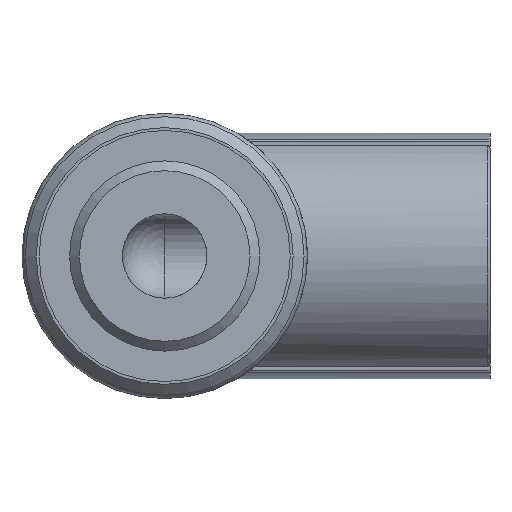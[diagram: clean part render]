
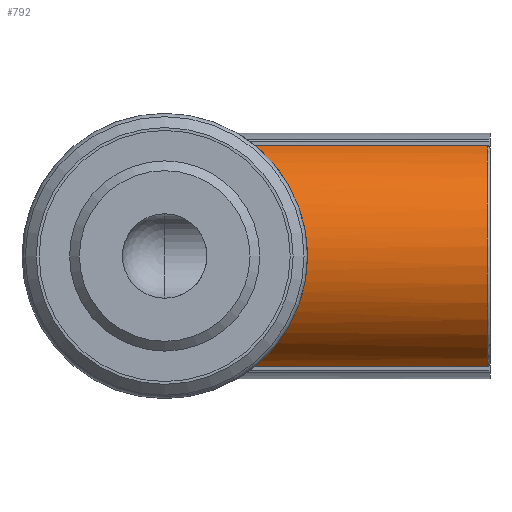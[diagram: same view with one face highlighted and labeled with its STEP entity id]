
A CAD part, front view. The second image highlights one B-rep face of the part: STEP entity #792.
In plain terms, the highlighted cylindrical face has radius 10.25 mm (diameter 20.5 mm), a partial arc.
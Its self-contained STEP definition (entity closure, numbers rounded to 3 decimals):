
#34=CYLINDRICAL_SURFACE('',#885,10.25);
#60=B_SPLINE_CURVE_WITH_KNOTS('',3,(#1355,#1356,#1357,#1358,#1359,#1360,
#1361,#1362,#1363,#1364,#1365),.UNSPECIFIED.,.F.,.F.,(4,1,1,1,1,1,1,1,4),
(0.038,0.041,0.044,0.048,
0.051,0.055,0.058,0.061,
0.065),.UNSPECIFIED.);
#87=LINE('',#1391,#119);
#88=LINE('',#1393,#120);
#119=VECTOR('',#1046,1000.);
#120=VECTOR('',#1047,1000.);
#199=ORIENTED_EDGE('',*,*,#403,.F.);
#200=ORIENTED_EDGE('',*,*,#396,.T.);
#201=ORIENTED_EDGE('',*,*,#404,.F.);
#202=ORIENTED_EDGE('',*,*,#405,.F.);
#396=EDGE_CURVE('',#495,#494,#60,.T.);
#403=EDGE_CURVE('',#495,#501,#87,.T.);
#404=EDGE_CURVE('',#502,#494,#88,.F.);
#405=EDGE_CURVE('',#501,#502,#559,.T.);
#494=VERTEX_POINT('',#1354);
#495=VERTEX_POINT('',#1366);
#501=VERTEX_POINT('',#1392);
#502=VERTEX_POINT('',#1394);
#559=CIRCLE('',#886,10.25);
#606=EDGE_LOOP('',(#199,#200,#201,#202));
#691=FACE_BOUND('',#606,.T.);
#792=ADVANCED_FACE('',(#691),#34,.T.);
#885=AXIS2_PLACEMENT_3D('',#1390,#1044,#1045);
#886=AXIS2_PLACEMENT_3D('',#1395,#1048,#1049);
#1044=DIRECTION('',(1.,0.,0.));
#1045=DIRECTION('',(0.,0.,-1.));
#1046=DIRECTION('',(1.,0.,0.));
#1047=DIRECTION('',(1.,0.,0.));
#1048=DIRECTION('',(1.,0.,0.));
#1049=DIRECTION('',(0.,0.,-1.));
#1354=CARTESIAN_POINT('',(7.928,11.983,-9.664));
#1355=CARTESIAN_POINT('',(7.928,11.983,9.664));
#1356=CARTESIAN_POINT('',(8.354,10.996,9.315));
#1357=CARTESIAN_POINT('',(9.401,9.218,8.355));
#1358=CARTESIAN_POINT('',(10.964,7.064,6.225));
#1359=CARTESIAN_POINT('',(12.176,5.542,3.4));
#1360=CARTESIAN_POINT('',(12.659,4.957,0.017));
#1361=CARTESIAN_POINT('',(12.186,5.529,-3.371));
#1362=CARTESIAN_POINT('',(10.966,7.062,-6.224));
#1363=CARTESIAN_POINT('',(9.407,9.209,-8.348));
#1364=CARTESIAN_POINT('',(8.354,10.996,-9.315));
#1365=CARTESIAN_POINT('',(7.928,11.983,-9.664));
#1366=CARTESIAN_POINT('',(7.928,11.983,9.664));
#1390=CARTESIAN_POINT('',(28.5,15.4,0.));
#1391=CARTESIAN_POINT('',(28.5,11.983,9.664));
#1392=CARTESIAN_POINT('',(28.3,11.983,9.664));
#1393=CARTESIAN_POINT('',(28.5,11.983,-9.664));
#1394=CARTESIAN_POINT('',(28.3,11.983,-9.664));
#1395=CARTESIAN_POINT('',(28.3,15.4,0.));
